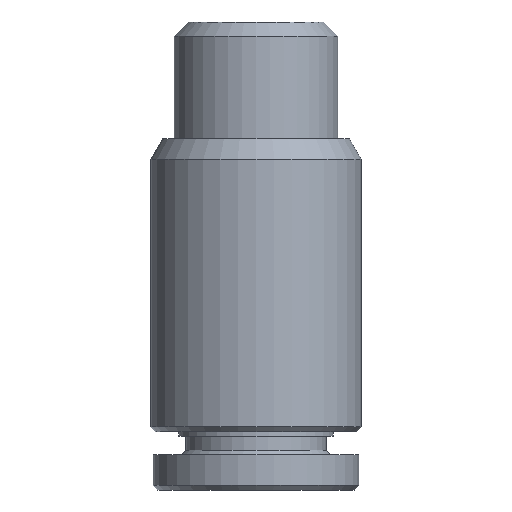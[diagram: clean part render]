
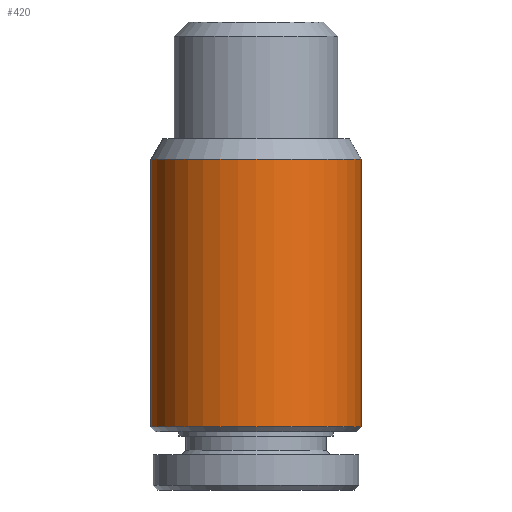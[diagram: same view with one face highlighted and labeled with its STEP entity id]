
A CAD part, front view. The second image highlights one B-rep face of the part: STEP entity #420.
In plain terms, the highlighted cylindrical face has radius 4.5 mm (diameter 9 mm), a full revolution.
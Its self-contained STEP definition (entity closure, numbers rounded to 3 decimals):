
#113=ORIENTED_EDGE('',*,*,#200,.F.);
#114=ORIENTED_EDGE('',*,*,#199,.T.);
#199=EDGE_CURVE('',#248,#248,#285,.T.);
#200=EDGE_CURVE('',#249,#249,#286,.T.);
#248=VERTEX_POINT('',#686);
#249=VERTEX_POINT('',#689);
#285=CIRCLE('',#479,4.5);
#286=CIRCLE('',#481,4.5);
#322=EDGE_LOOP('',(#113));
#323=EDGE_LOOP('',(#114));
#374=FACE_BOUND('',#322,.T.);
#375=FACE_BOUND('',#323,.T.);
#404=CYLINDRICAL_SURFACE('',#480,4.5);
#420=ADVANCED_FACE('',(#374,#375),#404,.T.);
#479=AXIS2_PLACEMENT_3D('',#685,#565,#566);
#480=AXIS2_PLACEMENT_3D('',#687,#567,#568);
#481=AXIS2_PLACEMENT_3D('',#688,#569,#570);
#565=DIRECTION('',(0.,0.,1.));
#566=DIRECTION('',(1.,0.,0.));
#567=DIRECTION('',(0.,0.,1.));
#568=DIRECTION('',(1.,0.,0.));
#569=DIRECTION('',(0.,0.,1.));
#570=DIRECTION('',(1.,0.,0.));
#685=CARTESIAN_POINT('',(0.,0.,-12.3));
#686=CARTESIAN_POINT('',(4.5,0.,-12.3));
#687=CARTESIAN_POINT('',(0.,0.,0.));
#688=CARTESIAN_POINT('',(0.,0.,-0.866));
#689=CARTESIAN_POINT('',(4.5,0.,-0.866));
